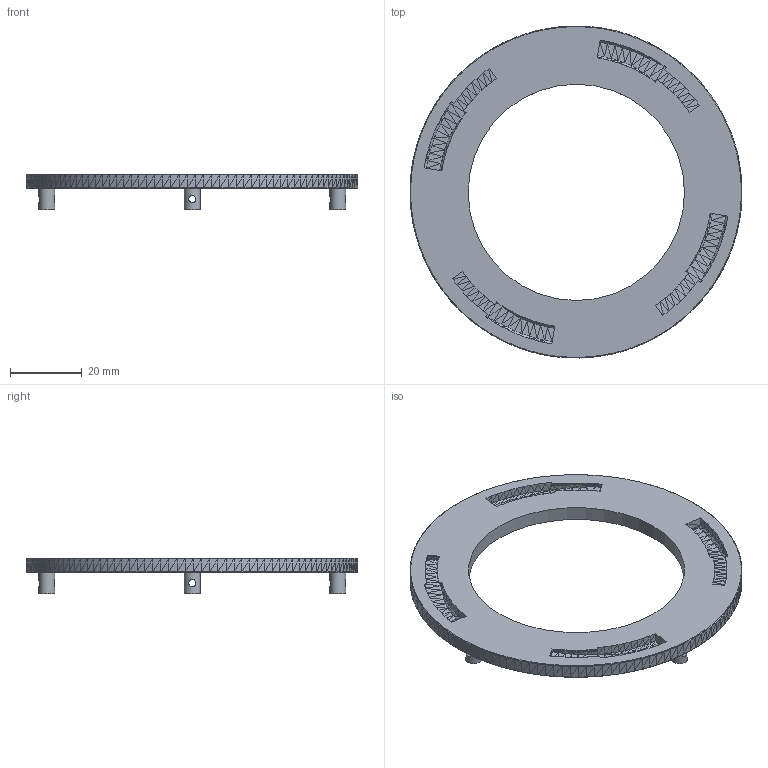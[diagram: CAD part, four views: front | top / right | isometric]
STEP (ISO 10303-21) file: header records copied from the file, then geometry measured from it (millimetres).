
FILE_DESCRIPTION(/* description */ ('','CAx-IF Rec.Pracs.---Representation and Presentation of Product Manufacturing Information (PMI)---4.0---2014-10-13'),/* implementation_level */ '2;1');
FILE_NAME(/* name */ 'New Stand Lock Ring.step',/* time_stamp */ '2025-02-12T06:24:35-05:00',/* author */ (''),/* organization */ (''),/* preprocessor_version */ 'ST-DEVELOPER v20',/* originating_system */ 'Autodesk Translation Framework v13.20.0.188',/* authorisation */ '');
FILE_SCHEMA (('AP242_MANAGED_MODEL_BASED_3D_ENGINEERING_MIM_LF { 1 0 10303 442 1 1 4 }'));
Length unit declared in the file: millimetre
Products named in the file (1): (Unsaved)
Bounding box: 92.39 x 92.39 x 10 mm (x, y, z)
Surface area: 10823.4 mm2 (no closed solid volume)
Topology: 0 solids, 1 shells, 1597 faces, 2615 edges, 1026 vertices
Faces by surface type: plane 1588, cylinder 9
Full cylindrical faces by diameter (mm): 2 x4, 4.5 x4, 60.2 x1
Entity records: 34160 total; most frequent: DIRECTION 5885, CARTESIAN_POINT 5663, ORIENTED_EDGE 5382, EDGE_CURVE 2691, LINE 2669, VECTOR 2669, EDGE_LOOP 1617, AXIS2_PLACEMENT_3D 1608
